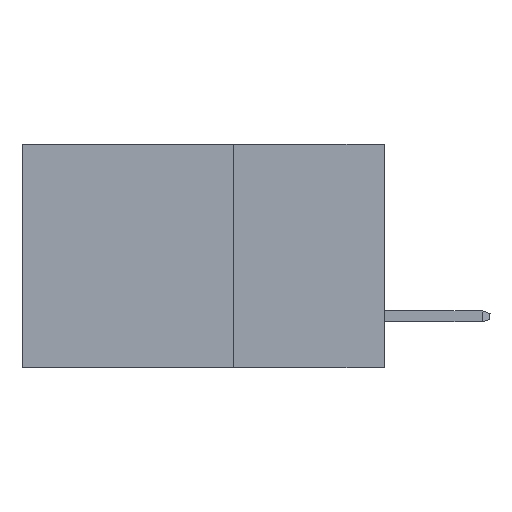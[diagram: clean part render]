
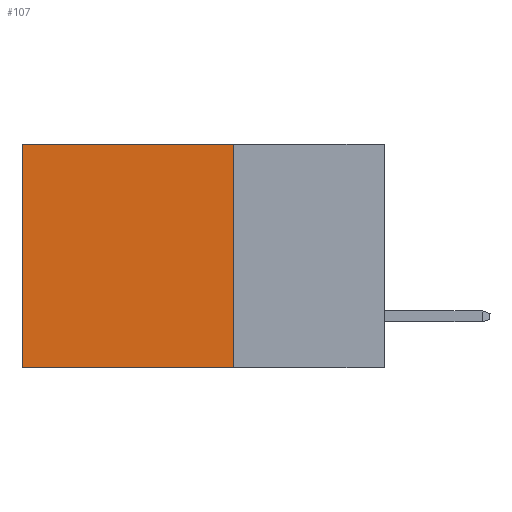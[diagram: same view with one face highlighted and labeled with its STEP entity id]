
A CAD part, left-side view. The second image highlights one B-rep face of the part: STEP entity #107.
In plain terms, the highlighted planar face has unit normal (-1, 0, 0).
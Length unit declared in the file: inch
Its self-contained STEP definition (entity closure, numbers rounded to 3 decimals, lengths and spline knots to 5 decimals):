
#107 = ADVANCED_FACE ( 'NONE', ( #14275 ), #17307, .F. ) ;
#968 = DIRECTION ( 'NONE',  ( 0., 0., -1. ) ) ;
#1337 = VECTOR ( 'NONE', #4151, 39.37008 ) ;
#1380 = EDGE_CURVE ( 'NONE', #12107, #7870, #5537, .T. ) ;
#1440 = DIRECTION ( 'NONE',  ( 0., 1., 0. ) ) ;
#1577 = DIRECTION ( 'NONE',  ( 1., 0., 0. ) ) ;
#3246 = CARTESIAN_POINT ( 'NONE',  ( 0.2615, 0.6, -0.37 ) ) ;
#3344 = EDGE_CURVE ( 'NONE', #12107, #6251, #17710, .T. ) ;
#3766 = ORIENTED_EDGE ( 'NONE', *, *, #3344, .F. ) ;
#3916 = VECTOR ( 'NONE', #1440, 39.37008 ) ;
#4151 = DIRECTION ( 'NONE',  ( 0., 1., 0. ) ) ;
#5048 = ORIENTED_EDGE ( 'NONE', *, *, #1380, .T. ) ;
#5537 = LINE ( 'NONE', #11194, #1337 ) ;
#5794 = CARTESIAN_POINT ( 'NONE',  ( 0.2615, 0.25, -0.37 ) ) ;
#6109 = LINE ( 'NONE', #10456, #10239 ) ;
#6251 = VERTEX_POINT ( 'NONE', #13189 ) ;
#7070 = VERTEX_POINT ( 'NONE', #3246 ) ;
#7236 = DIRECTION ( 'NONE',  ( 0., 0., -1. ) ) ;
#7238 = AXIS2_PLACEMENT_3D ( 'NONE', #10019, #1577, #7236 ) ;
#7597 = DIRECTION ( 'NONE',  ( 0., 0., -1. ) ) ;
#7870 = VERTEX_POINT ( 'NONE', #16951 ) ;
#9611 = LINE ( 'NONE', #5794, #3916 ) ;
#10019 = CARTESIAN_POINT ( 'NONE',  ( 0.2615, 0.25, -0.37 ) ) ;
#10239 = VECTOR ( 'NONE', #7597, 39.37008 ) ;
#10456 = CARTESIAN_POINT ( 'NONE',  ( 0.2615, 0.6, -0.37 ) ) ;
#11194 = CARTESIAN_POINT ( 'NONE',  ( 0.2615, 0.25, 0. ) ) ;
#11537 = EDGE_CURVE ( 'NONE', #6251, #7070, #9611, .T. ) ;
#12107 = VERTEX_POINT ( 'NONE', #15694 ) ;
#12183 = CARTESIAN_POINT ( 'NONE',  ( 0.2615, 0.25, -0.37 ) ) ;
#13092 = EDGE_CURVE ( 'NONE', #7870, #7070, #6109, .T. ) ;
#13189 = CARTESIAN_POINT ( 'NONE',  ( 0.2615, 0.25, -0.37 ) ) ;
#14275 = FACE_OUTER_BOUND ( 'NONE', #14992, .T. ) ;
#14425 = VECTOR ( 'NONE', #968, 39.37008 ) ;
#14903 = ORIENTED_EDGE ( 'NONE', *, *, #11537, .F. ) ;
#14992 = EDGE_LOOP ( 'NONE', ( #15336, #14903, #3766, #5048 ) ) ;
#15336 = ORIENTED_EDGE ( 'NONE', *, *, #13092, .T. ) ;
#15694 = CARTESIAN_POINT ( 'NONE',  ( 0.2615, 0.25, 0. ) ) ;
#16951 = CARTESIAN_POINT ( 'NONE',  ( 0.2615, 0.6, 0. ) ) ;
#17307 = PLANE ( 'NONE',  #7238 ) ;
#17710 = LINE ( 'NONE', #12183, #14425 ) ;
